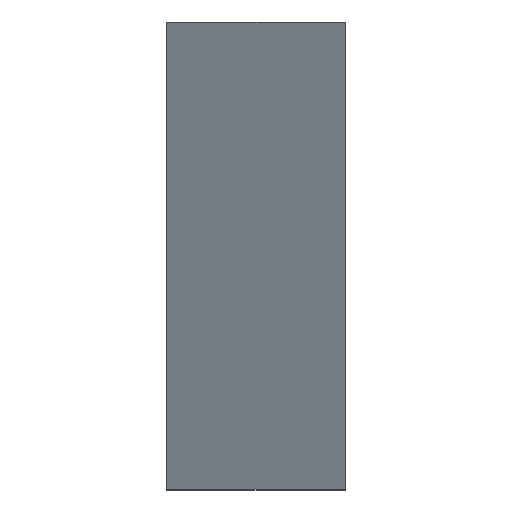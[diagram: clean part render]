
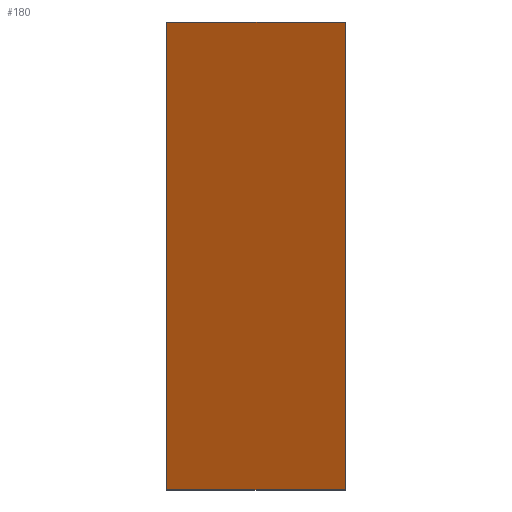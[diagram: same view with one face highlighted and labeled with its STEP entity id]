
A CAD part, left-side view. The second image highlights one B-rep face of the part: STEP entity #180.
In plain terms, the highlighted planar face has unit normal (-0.924, 0, -0.383).
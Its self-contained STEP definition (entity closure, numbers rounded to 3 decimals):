
#6 = LINE ( 'NONE', #33, #239 ) ;
#10 = EDGE_CURVE ( 'NONE', #80, #195, #212, .T. ) ;
#18 = CARTESIAN_POINT ( 'NONE',  ( -11.375, 4., 5.25 ) ) ;
#20 = LINE ( 'NONE', #91, #124 ) ;
#33 = CARTESIAN_POINT ( 'NONE',  ( -11.375, 4., 5.25 ) ) ;
#38 = LINE ( 'NONE', #258, #94 ) ;
#39 = AXIS2_PLACEMENT_3D ( 'NONE', #136, #161, #186 ) ;
#66 = CARTESIAN_POINT ( 'NONE',  ( -7.026, 4., -5.25 ) ) ;
#76 = ORIENTED_EDGE ( 'NONE', *, *, #10, .T. ) ;
#80 = VERTEX_POINT ( 'NONE', #66 ) ;
#85 = EDGE_CURVE ( 'NONE', #80, #183, #6, .T. ) ;
#91 = CARTESIAN_POINT ( 'NONE',  ( -11.375, 4., 5.25 ) ) ;
#94 = VECTOR ( 'NONE', #256, 1000. ) ;
#96 = EDGE_LOOP ( 'NONE', ( #198, #105, #115, #76 ) ) ;
#105 = ORIENTED_EDGE ( 'NONE', *, *, #146, .F. ) ;
#115 = ORIENTED_EDGE ( 'NONE', *, *, #85, .F. ) ;
#124 = VECTOR ( 'NONE', #130, 1000. ) ;
#125 = FACE_OUTER_BOUND ( 'NONE', #96, .T. ) ;
#127 = DIRECTION ( 'NONE',  ( 0., -1., 0. ) ) ;
#129 = PLANE ( 'NONE',  #39 ) ;
#130 = DIRECTION ( 'NONE',  ( 0., -1., 0. ) ) ;
#131 = CARTESIAN_POINT ( 'NONE',  ( -11.375, 0., 5.25 ) ) ;
#136 = CARTESIAN_POINT ( 'NONE',  ( -11.375, 4., 5.25 ) ) ;
#146 = EDGE_CURVE ( 'NONE', #183, #208, #20, .T. ) ;
#152 = EDGE_CURVE ( 'NONE', #195, #208, #38, .T. ) ;
#161 = DIRECTION ( 'NONE',  ( 0.924, 0., 0.383 ) ) ;
#167 = VECTOR ( 'NONE', #127, 1000. ) ;
#180 = ADVANCED_FACE ( 'NONE', ( #125 ), #129, .F. ) ;
#183 = VERTEX_POINT ( 'NONE', #18 ) ;
#186 = DIRECTION ( 'NONE',  ( 0.383, 0., -0.924 ) ) ;
#195 = VERTEX_POINT ( 'NONE', #210 ) ;
#198 = ORIENTED_EDGE ( 'NONE', *, *, #152, .T. ) ;
#200 = CARTESIAN_POINT ( 'NONE',  ( -7.026, 4., -5.25 ) ) ;
#208 = VERTEX_POINT ( 'NONE', #131 ) ;
#210 = CARTESIAN_POINT ( 'NONE',  ( -7.026, 0., -5.25 ) ) ;
#212 = LINE ( 'NONE', #200, #167 ) ;
#239 = VECTOR ( 'NONE', #262, 1000. ) ;
#256 = DIRECTION ( 'NONE',  ( -0.383, 0., 0.924 ) ) ;
#258 = CARTESIAN_POINT ( 'NONE',  ( -11.375, 0., 5.25 ) ) ;
#262 = DIRECTION ( 'NONE',  ( -0.383, 0., 0.924 ) ) ;
